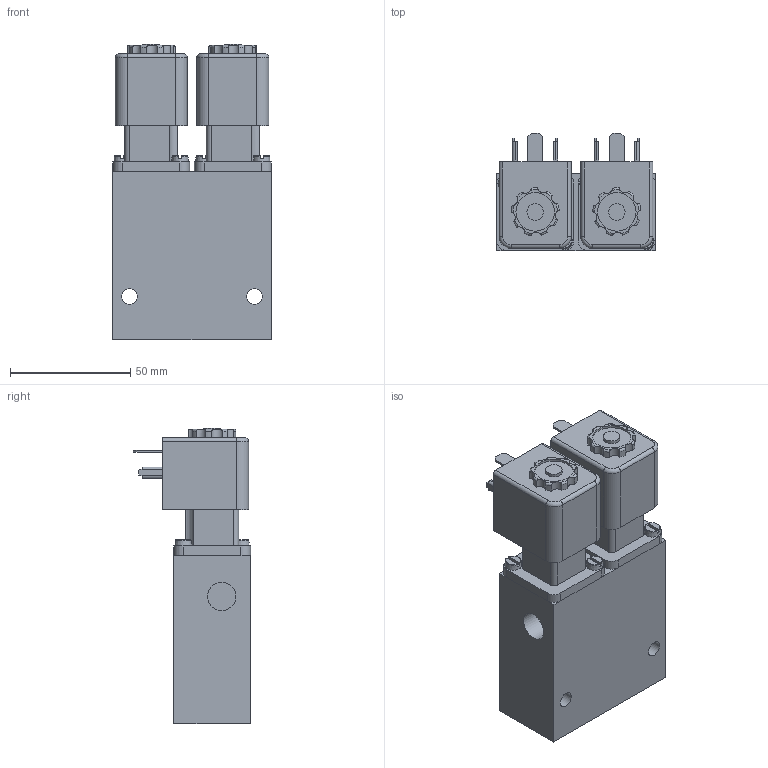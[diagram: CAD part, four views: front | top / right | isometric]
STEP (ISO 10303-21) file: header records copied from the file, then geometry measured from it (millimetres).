
FILE_DESCRIPTION((''),'2;1');
FILE_NAME('112 060 07.stp','2012-06-06T07:31:47',('HJ'),('AVAC Vacuumteknik AB'),'Autodesk Inventor 2012','Autodesk Inventor 2012','');
FILE_SCHEMA(('AUTOMOTIVE_DESIGN { 1 0 10303 214 1 1 1 1 }'));
Length unit declared in the file: millimetre
Products named in the file (1): 112 060 07
Bounding box: 66 x 48.8 x 123 mm (x, y, z)
Volume: 222618.8 mm3; surface area: 37601 mm2
Topology: 1 solids, 5 shells, 294 faces, 747 edges, 486 vertices
Faces by surface type: plane 151, cylinder 101, torus 30, cone 12
Full cylindrical faces by diameter (mm): 2.5 x2, 3.571 x4, 4 x4, 6.5 x2, 6.9 x2, 8.8 x2, 10.5 x2, 11.8 x2, 16 x2, 19 x1
Entity records: 9360 total; most frequent: CARTESIAN_POINT 2037, DIRECTION 1474, ORIENTED_EDGE 1396, EDGE_CURVE 698, AXIS2_PLACEMENT_3D 549, VERTEX_POINT 472, VECTOR 376, LINE 376
